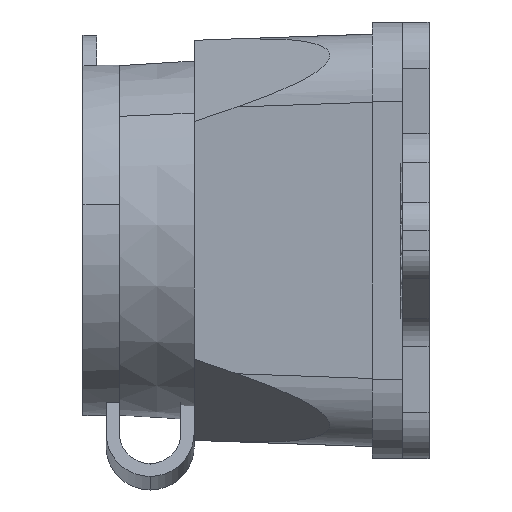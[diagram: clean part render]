
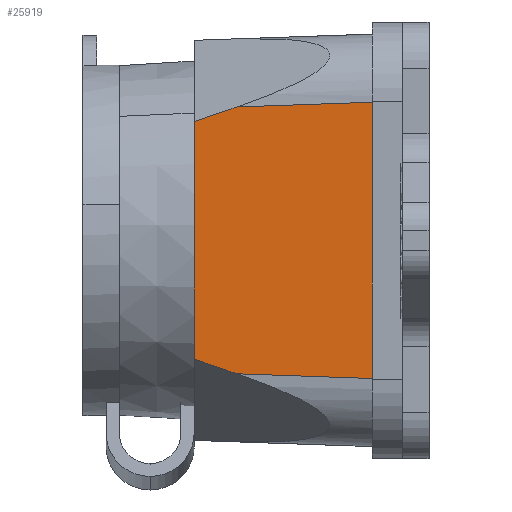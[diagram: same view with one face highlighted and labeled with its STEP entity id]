
A CAD part, left-side view. The second image highlights one B-rep face of the part: STEP entity #25919.
In plain terms, the highlighted planar face has unit normal (-0.999, 0.035, 0).
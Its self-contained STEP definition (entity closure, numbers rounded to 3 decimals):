
#1344 = LINE ( 'NONE', #41727, #30663 ) ;
#4064 = VECTOR ( 'NONE', #11614, 1000. ) ;
#5484 = EDGE_CURVE ( 'NONE', #92759, #37083, #38720, .T. ) ;
#7019 = ORIENTED_EDGE ( 'NONE', *, *, #73512, .T. ) ;
#7337 = ORIENTED_EDGE ( 'NONE', *, *, #62372, .T. ) ;
#7362 = DIRECTION ( 'NONE',  ( 0., 0., 1. ) ) ;
#8106 = DIRECTION ( 'NONE',  ( -0.033, -0.946, 0.321 ) ) ;
#9326 = DIRECTION ( 'NONE',  ( -0.999, 0.035, 0. ) ) ;
#9626 = EDGE_CURVE ( 'NONE', #46194, #80103, #72042, .T. ) ;
#9760 = AXIS2_PLACEMENT_3D ( 'NONE', #38051, #9326, #59863 ) ;
#11570 = CARTESIAN_POINT ( 'NONE',  ( -89.722, 8.6, 20.878 ) ) ;
#11614 = DIRECTION ( 'NONE',  ( -0.033, -0.946, -0.321 ) ) ;
#12100 = ORIENTED_EDGE ( 'NONE', *, *, #91126, .T. ) ;
#14455 = VERTEX_POINT ( 'NONE', #11570 ) ;
#14601 = CARTESIAN_POINT ( 'NONE',  ( -89.722, 8.6, -31.35 ) ) ;
#16213 = CARTESIAN_POINT ( 'NONE',  ( -88.783, 35.5, -17.961 ) ) ;
#16456 = LINE ( 'NONE', #14601, #91129 ) ;
#19501 = VECTOR ( 'NONE', #55470, 1000. ) ;
#22150 = LINE ( 'NONE', #65913, #65136 ) ;
#25706 = EDGE_LOOP ( 'NONE', ( #93174, #7337, #7019, #45029, #54360, #12100 ) ) ;
#25728 = CARTESIAN_POINT ( 'NONE',  ( -88.783, 35.5, 17.961 ) ) ;
#25919 = ADVANCED_FACE ( 'NONE', ( #72305 ), #74120, .T. ) ;
#27460 = VERTEX_POINT ( 'NONE', #48187 ) ;
#29263 = CARTESIAN_POINT ( 'NONE',  ( -89.009, 29.006, -20.166 ) ) ;
#30663 = VECTOR ( 'NONE', #77838, 1000. ) ;
#37083 = VERTEX_POINT ( 'NONE', #85698 ) ;
#38051 = CARTESIAN_POINT ( 'NONE',  ( -89.9, 3.5, -31.35 ) ) ;
#38720 = LINE ( 'NONE', #69725, #19501 ) ;
#41727 = CARTESIAN_POINT ( 'NONE',  ( -89.836, 5.326, 20.993 ) ) ;
#45029 = ORIENTED_EDGE ( 'NONE', *, *, #48952, .F. ) ;
#46194 = VERTEX_POINT ( 'NONE', #16213 ) ;
#48187 = CARTESIAN_POINT ( 'NONE',  ( -89.009, 29.006, 20.166 ) ) ;
#48952 = EDGE_CURVE ( 'NONE', #80103, #27460, #22150, .T. ) ;
#52797 = VECTOR ( 'NONE', #75153, 1000. ) ;
#54360 = ORIENTED_EDGE ( 'NONE', *, *, #9626, .F. ) ;
#55470 = DIRECTION ( 'NONE',  ( -0.035, -0.999, -0.035 ) ) ;
#59863 = DIRECTION ( 'NONE',  ( -0.035, -0.999, 0. ) ) ;
#62372 = EDGE_CURVE ( 'NONE', #37083, #14455, #16456, .T. ) ;
#65136 = VECTOR ( 'NONE', #8106, 1000. ) ;
#65913 = CARTESIAN_POINT ( 'NONE',  ( -89.261, 21.796, 22.613 ) ) ;
#67845 = CARTESIAN_POINT ( 'NONE',  ( -88.783, 35.5, -31.35 ) ) ;
#69438 = CARTESIAN_POINT ( 'NONE',  ( -89.927, 2.732, -29.084 ) ) ;
#69725 = CARTESIAN_POINT ( 'NONE',  ( -89.913, 3.141, -21.069 ) ) ;
#72042 = LINE ( 'NONE', #67845, #52797 ) ;
#72305 = FACE_OUTER_BOUND ( 'NONE', #25706, .T. ) ;
#73512 = EDGE_CURVE ( 'NONE', #14455, #27460, #1344, .T. ) ;
#74120 = PLANE ( 'NONE',  #9760 ) ;
#75153 = DIRECTION ( 'NONE',  ( 0., 0., 1. ) ) ;
#77838 = DIRECTION ( 'NONE',  ( 0.035, 0.999, -0.035 ) ) ;
#80103 = VERTEX_POINT ( 'NONE', #25728 ) ;
#80973 = LINE ( 'NONE', #69438, #4064 ) ;
#85698 = CARTESIAN_POINT ( 'NONE',  ( -89.722, 8.6, -20.878 ) ) ;
#91126 = EDGE_CURVE ( 'NONE', #46194, #92759, #80973, .T. ) ;
#91129 = VECTOR ( 'NONE', #7362, 1000. ) ;
#92759 = VERTEX_POINT ( 'NONE', #29263 ) ;
#93174 = ORIENTED_EDGE ( 'NONE', *, *, #5484, .T. ) ;
